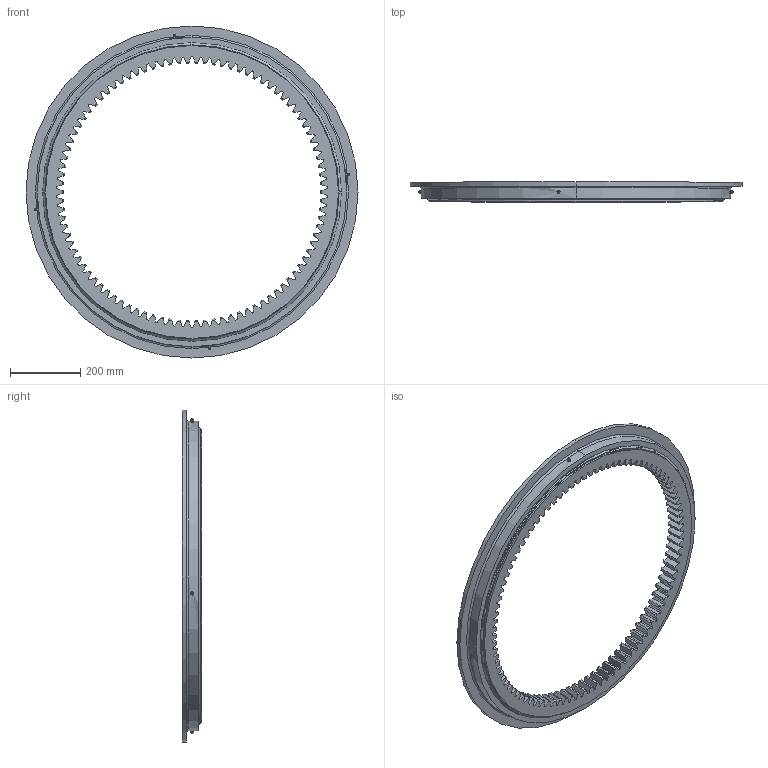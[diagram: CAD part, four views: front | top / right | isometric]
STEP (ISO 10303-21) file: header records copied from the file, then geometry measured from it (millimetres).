
FILE_DESCRIPTION (( 'STEP AP203' ), '1' );
FILE_NAME ('22-0841-00.STEP', '2017-12-28T07:06:35', ( 'defontaine' ), ( 'Hewlett-Packard Company' ), 'SwSTEP 2.0', 'SolidWorks 2016', '' );
FILE_SCHEMA (( 'CONFIG_CONTROL_DESIGN' ));
Length unit declared in the file: millimetre
Products named in the file (1): 22-0841-00
Bounding box: 948 x 56 x 948 mm (x, y, z)
Volume: 7835100.3 mm3; surface area: 1321979.9 mm2
Topology: 9 solids, 9 shells, 720 faces, 2022 edges, 1335 vertices
Faces by surface type: plane 241, cylinder 221, cone 220, torus 28, sphere 10
Entity records: 24304 total; most frequent: CARTESIAN_POINT 5712, ORIENTED_EDGE 4034, DIRECTION 3803, EDGE_CURVE 2017, AXIS2_PLACEMENT_3D 1457, VERTEX_POINT 1332, LINE 889, VECTOR 889
